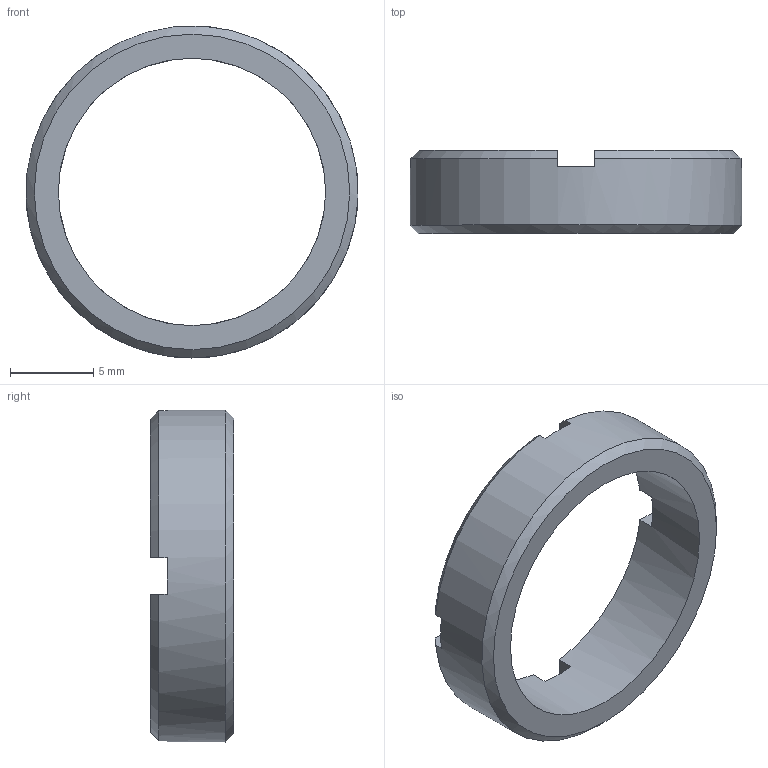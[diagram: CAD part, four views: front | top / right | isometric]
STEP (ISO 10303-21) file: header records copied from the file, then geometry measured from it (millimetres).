
FILE_DESCRIPTION(/* description */ (''),/* implementation_level */ '2;1');
FILE_NAME(/* name */ '112151.stp',/* time_stamp */ '2023-10-18T09:27:19+02:00',/* author */ (''),/* organization */ (''),/* preprocessor_version */ 'ST-DEVELOPER v18.102',/* originating_system */ 'SIEMENS PLM Software NX 2000',/* authorisation */ '');
FILE_SCHEMA (('AUTOMOTIVE_DESIGN { 1 0 10303 214 3 1 1 1 }'));
Length unit declared in the file: millimetre
Products named in the file (1): uch10708415Bpq5u
Bounding box: 19.99 x 5 x 19.99 mm (x, y, z)
Volume: 521.3 mm3; surface area: 750.4 mm2
Topology: 1 solids, 1 shells, 24 faces, 68 edges, 45 vertices
Faces by surface type: plane 17, cone 5, cylinder 2
Full cylindrical faces by diameter (mm): 16.1 x1, 20 x1
Entity records: 798 total; most frequent: CARTESIAN_POINT 155, DIRECTION 128, ORIENTED_EDGE 126, EDGE_CURVE 63, AXIS2_PLACEMENT_3D 48, VERTEX_POINT 43, LINE 32, VECTOR 32
